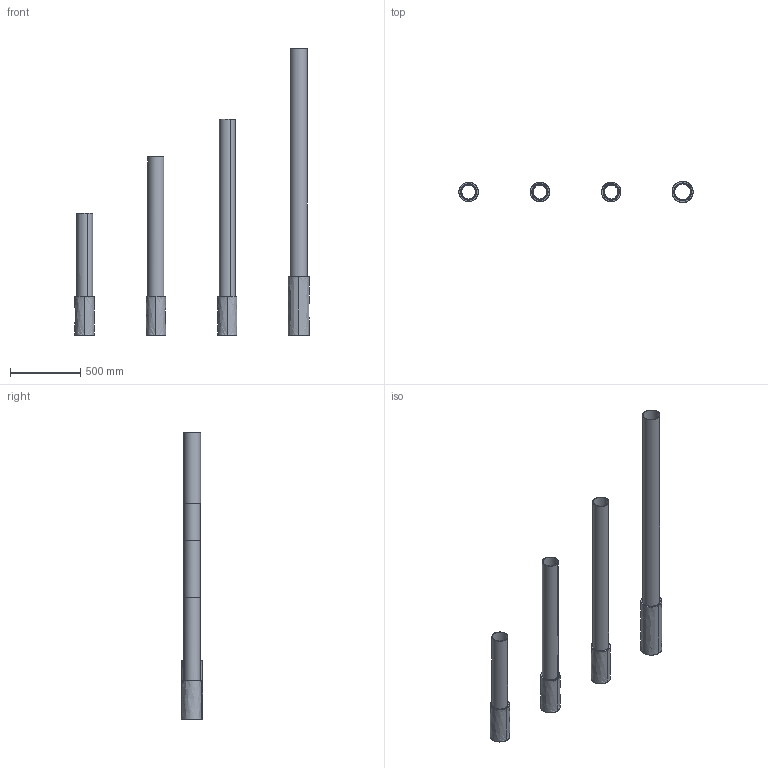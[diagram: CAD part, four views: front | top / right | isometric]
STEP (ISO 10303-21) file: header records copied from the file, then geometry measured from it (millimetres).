
FILE_DESCRIPTION(/* description */ (''),/* implementation_level */ '2;1');
FILE_NAME(/* name */ 'Elise, Marble, Family',/* time_stamp */ '2020-01-28T17:47:32-08:00',/* author */ (''),/* organization */ (''),/* preprocessor_version */ 'ST-DEVELOPER v15',/* originating_system */ '',/* authorisation */ '');
FILE_SCHEMA (('AUTOMOTIVE_DESIGN'));
Length unit declared in the file: inch
Products named in the file (12): Document; Elise, Family; Elise, Marble Base_Elise, 32; Elise, 48_60, Marble Base, v1_V3 Weight Reduction; Elise, Diffuser_32in; Elise, Marble Base_Elise, 80; Elise, Diffuser_80in; ELISE, 80, Marble; Elise, Marble Base_Elise, 60; Elise, Diffuser_60in; Elise, Marble Base_Elise, 48; Elise, Diffuser_48in
Assembly tree (13 placements, depth 4):
  Document
    Elise, Family
      Elise, Marble Base_Elise, 32
        Elise, 48_60, Marble Base, v1_V3 Weight Reduction
        Elise, Diffuser_32in
      Elise, Marble Base_Elise, 80
        Elise, Diffuser_80in
        ELISE, 80, Marble
      Elise, Marble Base_Elise, 60
        Elise, 48_60, Marble Base, v1_V3 Weight Reduction
        Elise, Diffuser_60in
      Elise, Marble Base_Elise, 48
        Elise, 48_60, Marble Base, v1_V3 Weight Reduction
        Elise, Diffuser_48in
Bounding box: 1667.99 x 150 x 2042.05 mm (x, y, z)
Volume: 13261210.5 mm3; surface area: 4310247.5 mm2
Topology: 8 solids, 8 shells, 136 faces, 304 edges, 184 vertices
Faces by surface type: bspline 112, plane 24
Entity records: 6899 total; most frequent: CARTESIAN_POINT 5311, ORIENTED_EDGE 416, EDGE_CURVE 208, VERTEX_POINT 124, EDGE_LOOP 112, ADVANCED_FACE 96, FACE_OUTER_BOUND 96, DIRECTION 78
